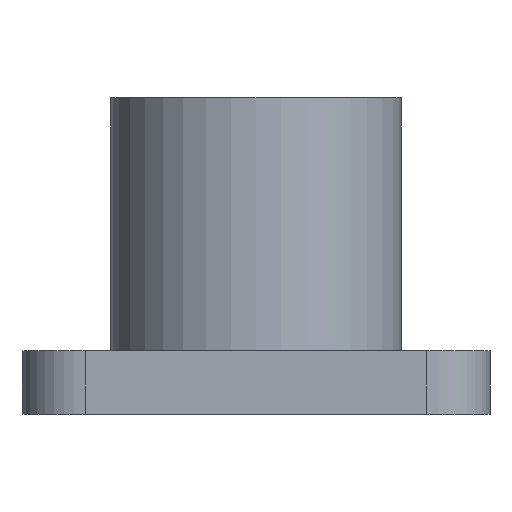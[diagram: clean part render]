
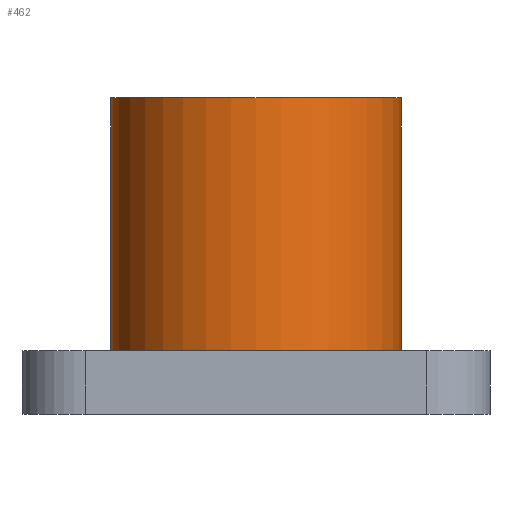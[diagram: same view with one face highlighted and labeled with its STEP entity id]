
A CAD part, front view. The second image highlights one B-rep face of the part: STEP entity #462.
In plain terms, the highlighted cylindrical face has radius 5.75 mm (diameter 11.5 mm), a full revolution.
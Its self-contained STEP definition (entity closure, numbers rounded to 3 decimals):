
#273=CARTESIAN_POINT('',(-5.75,-82.55,0.0));
#274=VERTEX_POINT('',#273);
#275=CARTESIAN_POINT('',(5.75,-82.55,0.0));
#276=VERTEX_POINT('',#275);
#277=CARTESIAN_POINT('',(0.0,-82.55,0.0));
#278=DIRECTION('',(0.0,0.0,1.0));
#279=DIRECTION('',(1.0,0.0,0.0));
#280=AXIS2_PLACEMENT_3D('',#277,#278,#279);
#281=CIRCLE('',#280,5.75);
#282=EDGE_CURVE('',#274,#276,#281,.T.);
#284=CARTESIAN_POINT('',(0.0,-82.55,0.0));
#285=DIRECTION('',(0.0,0.0,1.0));
#286=DIRECTION('',(1.0,0.0,0.0));
#287=AXIS2_PLACEMENT_3D('',#284,#285,#286);
#288=CIRCLE('',#287,5.75);
#289=EDGE_CURVE('',#276,#274,#288,.T.);
#428=CARTESIAN_POINT('',(0.0,-82.55,0.0));
#429=DIRECTION('',(0.0,0.0,1.0));
#430=DIRECTION('',(1.0,0.0,0.0));
#431=AXIS2_PLACEMENT_3D('',#428,#429,#430);
#432=CYLINDRICAL_SURFACE('',#431,5.75);
#433=CARTESIAN_POINT('',(-5.75,-82.55,10.0));
#434=VERTEX_POINT('',#433);
#435=CARTESIAN_POINT('',(5.75,-82.55,10.0));
#436=VERTEX_POINT('',#435);
#437=CARTESIAN_POINT('',(0.0,-82.55,10.0));
#438=DIRECTION('',(0.0,0.0,1.0));
#439=DIRECTION('',(1.0,0.0,0.0));
#440=AXIS2_PLACEMENT_3D('',#437,#438,#439);
#441=CIRCLE('',#440,5.75);
#442=EDGE_CURVE('',#434,#436,#441,.T.);
#443=ORIENTED_EDGE('',*,*,#442,.F.);
#444=CARTESIAN_POINT('',(0.0,-82.55,10.0));
#445=DIRECTION('',(0.0,0.0,1.0));
#446=DIRECTION('',(1.0,0.0,0.0));
#447=AXIS2_PLACEMENT_3D('',#444,#445,#446);
#448=CIRCLE('',#447,5.75);
#449=EDGE_CURVE('',#436,#434,#448,.T.);
#450=ORIENTED_EDGE('',*,*,#449,.F.);
#451=CARTESIAN_POINT('',(5.75,-82.55,0.0));
#452=DIRECTION('',(0.0,0.0,1.0));
#453=VECTOR('',#452,10.0);
#454=LINE('',#451,#453);
#455=EDGE_CURVE('',#276,#436,#454,.T.);
#456=ORIENTED_EDGE('',*,*,#455,.F.);
#457=ORIENTED_EDGE('',*,*,#289,.T.);
#458=ORIENTED_EDGE('',*,*,#282,.T.);
#459=ORIENTED_EDGE('',*,*,#455,.T.);
#460=EDGE_LOOP('',(#443,#450,#456,#457,#458,#459));
#461=FACE_OUTER_BOUND('',#460,.T.);
#462=ADVANCED_FACE('',(#461),#432,.T.);
